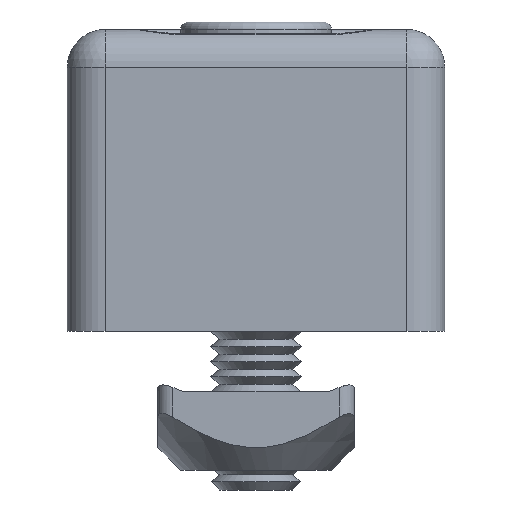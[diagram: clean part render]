
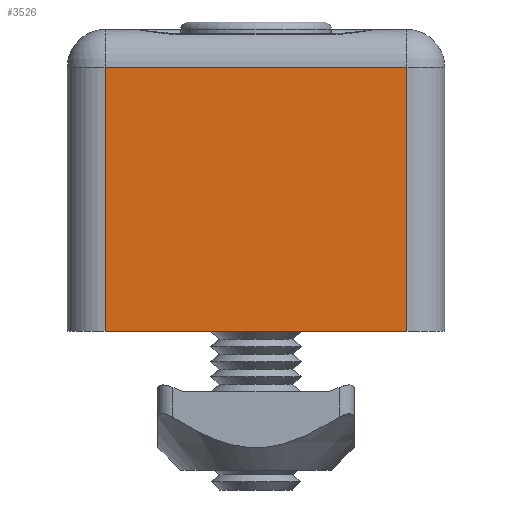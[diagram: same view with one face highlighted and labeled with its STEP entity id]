
A CAD part, front view. The second image highlights one B-rep face of the part: STEP entity #3526.
In plain terms, the highlighted planar face has unit normal (0, -1, 0).
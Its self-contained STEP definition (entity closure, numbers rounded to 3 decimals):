
#218=PLANE('',#3897);
#383=FACE_OUTER_BOUND('',#612,.T.);
#612=EDGE_LOOP('',(#2952,#2953,#2954,#2955));
#916=LINE('',#6030,#1245);
#924=LINE('',#6065,#1253);
#929=LINE('',#6085,#1258);
#930=LINE('',#6087,#1259);
#1245=VECTOR('',#4658,1.);
#1253=VECTOR('',#4702,1.);
#1258=VECTOR('',#4729,1.);
#1259=VECTOR('',#4732,1.);
#1682=VERTEX_POINT('',#6027);
#1683=VERTEX_POINT('',#6029);
#1691=VERTEX_POINT('',#6062);
#1692=VERTEX_POINT('',#6064);
#2101=EDGE_CURVE('',#1682,#1683,#916,.T.);
#2119=EDGE_CURVE('',#1692,#1691,#924,.T.);
#2130=EDGE_CURVE('',#1692,#1682,#929,.T.);
#2131=EDGE_CURVE('',#1683,#1691,#930,.T.);
#2952=ORIENTED_EDGE('',*,*,#2131,.F.);
#2953=ORIENTED_EDGE('',*,*,#2101,.F.);
#2954=ORIENTED_EDGE('',*,*,#2130,.F.);
#2955=ORIENTED_EDGE('',*,*,#2119,.T.);
#3526=ADVANCED_FACE('',(#383),#218,.T.);
#3897=AXIS2_PLACEMENT_3D('',#6088,#4733,#4734);
#4658=DIRECTION('',(1.,0.,0.));
#4702=DIRECTION('',(1.,0.,0.));
#4729=DIRECTION('',(0.,0.,1.));
#4732=DIRECTION('',(0.,0.,-1.));
#4733=DIRECTION('center_axis',(0.,-1.,0.));
#4734=DIRECTION('ref_axis',(0.,0.,
-1.));
#6027=CARTESIAN_POINT('',(316.589,32.488,38.78));
#6029=CARTESIAN_POINT('',(336.589,32.488,38.78));
#6030=CARTESIAN_POINT('',(339.089,32.488,38.78));
#6062=CARTESIAN_POINT('',(336.589,32.488,21.28));
#6064=CARTESIAN_POINT('',(316.589,32.488,21.28));
#6065=CARTESIAN_POINT('',(314.089,32.488,21.28));
#6085=CARTESIAN_POINT('',(316.589,32.488,21.28));
#6087=CARTESIAN_POINT('',(336.589,32.488,21.28));
#6088=CARTESIAN_POINT('Origin',(339.089,32.488,21.28));
